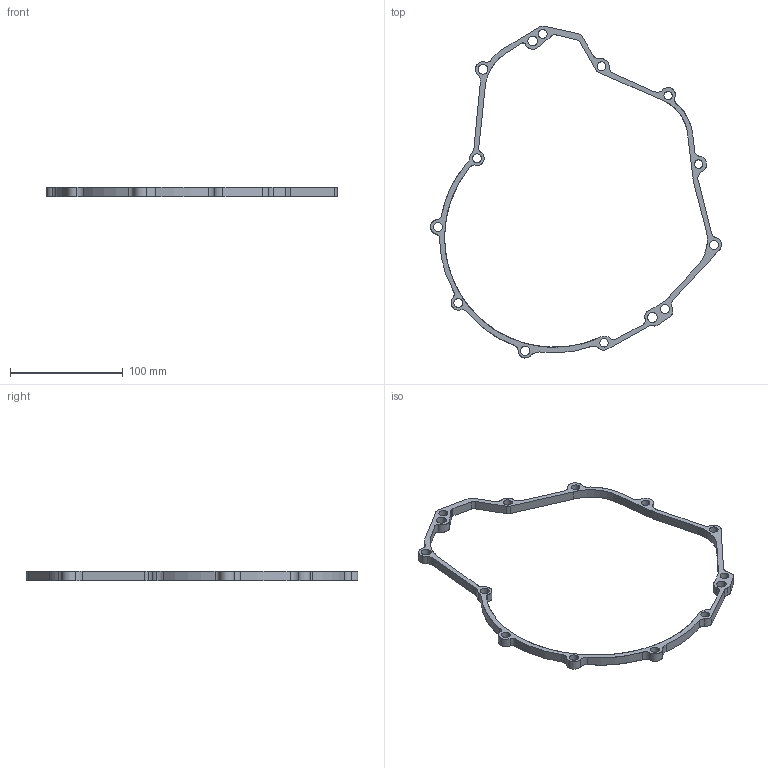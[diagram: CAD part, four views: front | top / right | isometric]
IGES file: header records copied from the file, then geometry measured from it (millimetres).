
Global section: file name: entretoise Carter 8mm; native system: VariCAD 2020-1.05; preprocessor: 5.3; author: WS138742779A; organization: MESMERiZE; date: 20201116.200000; units: millimetre
Bounding box: 257.64 x 293.95 x 8 mm (x, y, z)
Surface area: 25521.8 mm2 (no closed solid volume)
Topology: 0 solids, 0 shells, 110 faces, 648 edges, 648 vertices
Faces by surface type: revolution 86, bspline 24
